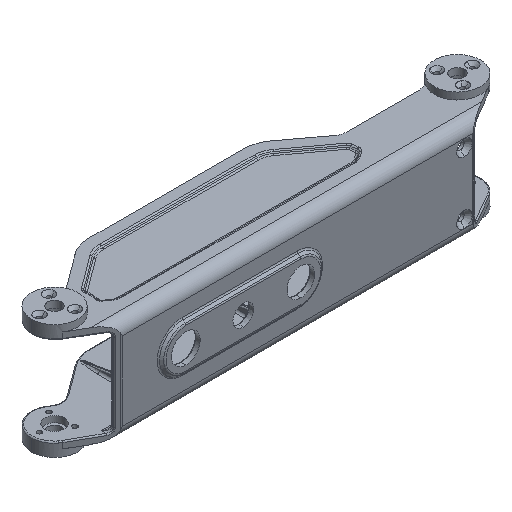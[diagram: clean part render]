
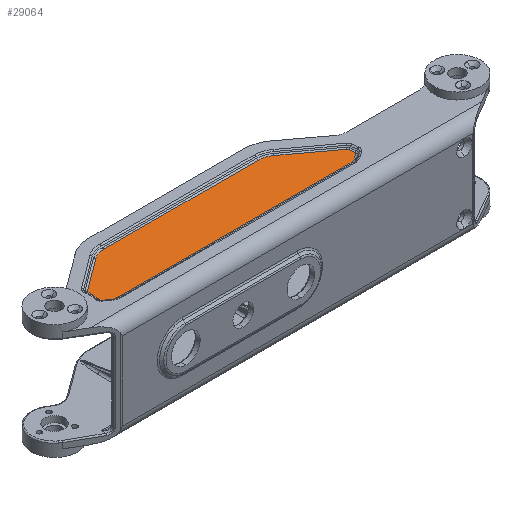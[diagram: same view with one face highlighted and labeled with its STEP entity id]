
A CAD part, isometric view. The second image highlights one B-rep face of the part: STEP entity #29064.
In plain terms, the highlighted planar face has unit normal (0, 0, 1).
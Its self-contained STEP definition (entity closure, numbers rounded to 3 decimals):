
#1438 = VERTEX_POINT('',#1439);
#1439 = CARTESIAN_POINT('',(-71.462,-3.493,21.));
#1458 = VERTEX_POINT('',#1459);
#1459 = CARTESIAN_POINT('',(-71.086,0.,21.));
#1466 = EDGE_CURVE('',#1458,#1438,#1467,.T.);
#1467 = B_SPLINE_CURVE_WITH_KNOTS('',3,(#1468,#1469,#1470,#1471),
  .UNSPECIFIED.,.F.,.F.,(4,4),(0.,1.),.PIECEWISE_BEZIER_KNOTS.);
#1468 = CARTESIAN_POINT('',(-71.086,0.,21.));
#1469 = CARTESIAN_POINT('',(-71.086,-1.178,21.));
#1470 = CARTESIAN_POINT('',(-71.211,-2.342,21.));
#1471 = CARTESIAN_POINT('',(-71.462,-3.493,21.));
#27619 = VERTEX_POINT('',#27620);
#27620 = CARTESIAN_POINT('',(-56.661,12.902,21.));
#27627 = EDGE_CURVE('',#27619,#27628,#27630,.T.);
#27628 = VERTEX_POINT('',#27629);
#27629 = CARTESIAN_POINT('',(-70.95,2.328,
    21.));
#27630 = LINE('',#27631,#27632);
#27631 = CARTESIAN_POINT('',(-63.805,7.615,21.));
#27632 = VECTOR('',#27633,1.);
#27633 = DIRECTION('',(-0.804,-0.595,0.));
#27650 = EDGE_CURVE('',#27651,#27653,#27655,.T.);
#27651 = VERTEX_POINT('',#27652);
#27652 = CARTESIAN_POINT('',(-71.188,1.857,
    21.));
#27653 = VERTEX_POINT('',#27654);
#27654 = CARTESIAN_POINT('',(-71.184,1.793,
    21.));
#27655 = B_SPLINE_CURVE_WITH_KNOTS('',3,(#27656,#27657,#27658,#27659),
  .UNSPECIFIED.,.F.,.F.,(4,4),(0.,1.),.PIECEWISE_BEZIER_KNOTS.);
#27656 = CARTESIAN_POINT('',(-71.188,1.857,
    21.));
#27657 = CARTESIAN_POINT('',(-71.188,1.836,21.));
#27658 = CARTESIAN_POINT('',(-71.186,1.815,21.));
#27659 = CARTESIAN_POINT('',(-71.184,1.793,
    21.));
#27670 = EDGE_CURVE('',#27628,#27651,#27671,.T.);
#27671 = B_SPLINE_CURVE_WITH_KNOTS('',3,(#27672,#27673,#27674,#27675,
    #27676,#27677),.UNSPECIFIED.,.F.,.F.,(4,2,4),(0.,0.5,1.),
  .UNSPECIFIED.);
#27672 = CARTESIAN_POINT('',(-70.95,2.328,
    21.));
#27673 = CARTESIAN_POINT('',(-71.024,2.273,21.));
#27674 = CARTESIAN_POINT('',(-71.083,2.203,21.));
#27675 = CARTESIAN_POINT('',(-71.167,2.039,21.));
#27676 = CARTESIAN_POINT('',(-71.188,1.951,21.));
#27677 = CARTESIAN_POINT('',(-71.188,1.857,
    21.));
#27701 = EDGE_CURVE('',#27653,#1458,#27702,.T.);
#27702 = B_SPLINE_CURVE_WITH_KNOTS('',3,(#27703,#27704,#27705,#27706),
  .UNSPECIFIED.,.F.,.F.,(4,4),(0.,1.),.PIECEWISE_BEZIER_KNOTS.);
#27703 = CARTESIAN_POINT('',(-71.184,1.793,
    21.));
#27704 = CARTESIAN_POINT('',(-71.119,1.197,21.));
#27705 = CARTESIAN_POINT('',(-71.086,0.6,21.));
#27706 = CARTESIAN_POINT('',(-71.086,0.,21.));
#27729 = EDGE_CURVE('',#27730,#27732,#27734,.T.);
#27730 = VERTEX_POINT('',#27731);
#27731 = CARTESIAN_POINT('',(-71.475,-3.618,
    21.));
#27732 = VERTEX_POINT('',#27733);
#27733 = CARTESIAN_POINT('',(-71.238,-4.089,
    21.));
#27734 = B_SPLINE_CURVE_WITH_KNOTS('',3,(#27735,#27736,#27737,#27738,
    #27739,#27740),.UNSPECIFIED.,.F.,.F.,(4,2,4),(0.,0.5,1.),
  .UNSPECIFIED.);
#27735 = CARTESIAN_POINT('',(-71.475,-3.618,
    21.));
#27736 = CARTESIAN_POINT('',(-71.475,-3.71,21.));
#27737 = CARTESIAN_POINT('',(-71.454,-3.799,21.));
#27738 = CARTESIAN_POINT('',(-71.371,-3.964,21.));
#27739 = CARTESIAN_POINT('',(-71.313,-4.033,21.));
#27740 = CARTESIAN_POINT('',(-71.238,-4.089,
    21.));
#27751 = EDGE_CURVE('',#1438,#27730,#27752,.T.);
#27752 = B_SPLINE_CURVE_WITH_KNOTS('',3,(#27753,#27754,#27755,#27756),
  .UNSPECIFIED.,.F.,.F.,(4,4),(0.,1.),.PIECEWISE_BEZIER_KNOTS.);
#27753 = CARTESIAN_POINT('',(-71.462,-3.493,21.));
#27754 = CARTESIAN_POINT('',(-71.471,-3.534,21.));
#27755 = CARTESIAN_POINT('',(-71.475,-3.576,21.));
#27756 = CARTESIAN_POINT('',(-71.475,-3.618,
    21.));
#27778 = EDGE_CURVE('',#27732,#27779,#27781,.T.);
#27779 = VERTEX_POINT('',#27780);
#27780 = CARTESIAN_POINT('',(-68.814,-5.882,21.));
#27781 = LINE('',#27782,#27783);
#27782 = CARTESIAN_POINT('',(-70.026,-4.986,21.));
#27783 = VECTOR('',#27784,1.);
#27784 = DIRECTION('',(0.804,-0.595,0.));
#27803 = EDGE_CURVE('',#27779,#27804,#27806,.T.);
#27804 = VERTEX_POINT('',#27805);
#27805 = CARTESIAN_POINT('',(-66.681,-6.586,21.));
#27806 = B_SPLINE_CURVE_WITH_KNOTS('',3,(#27807,#27808,#27809,#27810,
    #27811,#27812),.UNSPECIFIED.,.F.,.F.,(4,2,4),(0.,0.5,1.),
  .UNSPECIFIED.);
#27807 = CARTESIAN_POINT('',(-68.814,-5.882,21.));
#27808 = CARTESIAN_POINT('',(-68.505,-6.111,21.));
#27809 = CARTESIAN_POINT('',(-68.168,-6.285,21.));
#27810 = CARTESIAN_POINT('',(-67.439,-6.526,21.));
#27811 = CARTESIAN_POINT('',(-67.065,-6.586,21.));
#27812 = CARTESIAN_POINT('',(-66.681,-6.586,21.));
#27843 = EDGE_CURVE('',#27804,#27844,#27846,.T.);
#27844 = VERTEX_POINT('',#27845);
#27845 = CARTESIAN_POINT('',(34.681,-6.586,21.));
#27846 = LINE('',#27847,#27848);
#27847 = CARTESIAN_POINT('',(-16.,-6.586,21.));
#27848 = VECTOR('',#27849,1.);
#27849 = DIRECTION('',(1.,0.,0.));
#27868 = EDGE_CURVE('',#27844,#27869,#27871,.T.);
#27869 = VERTEX_POINT('',#27870);
#27870 = CARTESIAN_POINT('',(36.814,-5.882,21.));
#27871 = B_SPLINE_CURVE_WITH_KNOTS('',3,(#27872,#27873,#27874,#27875,
    #27876,#27877),.UNSPECIFIED.,.F.,.F.,(4,2,4),(0.,0.5,1.),
  .UNSPECIFIED.);
#27872 = CARTESIAN_POINT('',(34.681,-6.586,21.));
#27873 = CARTESIAN_POINT('',(35.065,-6.586,21.));
#27874 = CARTESIAN_POINT('',(35.439,-6.526,21.));
#27875 = CARTESIAN_POINT('',(36.168,-6.285,21.));
#27876 = CARTESIAN_POINT('',(36.505,-6.111,21.));
#27877 = CARTESIAN_POINT('',(36.814,-5.882,21.));
#27908 = EDGE_CURVE('',#27869,#27909,#27911,.T.);
#27909 = VERTEX_POINT('',#27910);
#27910 = CARTESIAN_POINT('',(39.238,-4.089,
    21.));
#27911 = LINE('',#27912,#27913);
#27912 = CARTESIAN_POINT('',(38.026,-4.986,21.));
#27913 = VECTOR('',#27914,1.);
#27914 = DIRECTION('',(0.804,0.595,0.));
#27933 = EDGE_CURVE('',#27909,#27934,#27936,.T.);
#27934 = VERTEX_POINT('',#27935);
#27935 = CARTESIAN_POINT('',(39.462,-3.493,
    21.));
#27936 = B_SPLINE_CURVE_WITH_KNOTS('',3,(#27937,#27938,#27939,#27940,
    #27941,#27942),.UNSPECIFIED.,.F.,.F.,(4,2,4),(0.,0.5,1.),
  .UNSPECIFIED.);
#27937 = CARTESIAN_POINT('',(39.238,-4.089,
    21.));
#27938 = CARTESIAN_POINT('',(39.33,-4.021,21.));
#27939 = CARTESIAN_POINT('',(39.397,-3.931,21.));
#27940 = CARTESIAN_POINT('',(39.478,-3.717,21.));
#27941 = CARTESIAN_POINT('',(39.486,-3.607,21.));
#27942 = CARTESIAN_POINT('',(39.462,-3.493,
    21.));
#27976 = EDGE_CURVE('',#27934,#27977,#27979,.T.);
#27977 = VERTEX_POINT('',#27978);
#27978 = CARTESIAN_POINT('',(39.117,-1.015,21.));
#27979 = B_SPLINE_CURVE_WITH_KNOTS('',3,(#27980,#27981,#27982,#27983),
  .UNSPECIFIED.,.F.,.F.,(4,4),(0.,1.),.PIECEWISE_BEZIER_KNOTS.);
#27980 = CARTESIAN_POINT('',(39.462,-3.493,
    21.));
#27981 = CARTESIAN_POINT('',(39.284,-2.676,21.));
#27982 = CARTESIAN_POINT('',(39.169,-1.85,21.));
#27983 = CARTESIAN_POINT('',(39.117,-1.015,21.));
#28014 = EDGE_CURVE('',#27977,#28015,#28017,.T.);
#28015 = VERTEX_POINT('',#28016);
#28016 = CARTESIAN_POINT('',(38.881,-0.581,21.));
#28017 = B_SPLINE_CURVE_WITH_KNOTS('',3,(#28018,#28019,#28020,#28021,
    #28022,#28023),.UNSPECIFIED.,.F.,.F.,(4,2,4),(0.,0.5,1.),
  .UNSPECIFIED.);
#28018 = CARTESIAN_POINT('',(39.117,-1.015,21.));
#28019 = CARTESIAN_POINT('',(39.112,-0.929,21.));
#28020 = CARTESIAN_POINT('',(39.088,-0.847,21.));
#28021 = CARTESIAN_POINT('',(39.006,-0.696,21.));
#28022 = CARTESIAN_POINT('',(38.951,-0.632,21.));
#28023 = CARTESIAN_POINT('',(38.881,-0.581,21.));
#28054 = EDGE_CURVE('',#28015,#28055,#28057,.T.);
#28055 = VERTEX_POINT('',#28056);
#28056 = CARTESIAN_POINT('',(20.661,12.902,21.));
#28057 = LINE('',#28058,#28059);
#28058 = CARTESIAN_POINT('',(29.771,6.161,21.));
#28059 = VECTOR('',#28060,1.);
#28060 = DIRECTION('',(-0.804,0.595,0.));
#28079 = EDGE_CURVE('',#28055,#28080,#28082,.T.);
#28080 = VERTEX_POINT('',#28081);
#28081 = CARTESIAN_POINT('',(15.554,14.586,21.));
#28082 = B_SPLINE_CURVE_WITH_KNOTS('',3,(#28083,#28084,#28085,#28086,
    #28087,#28088),.UNSPECIFIED.,.F.,.F.,(4,2,4),(0.,0.5,1.),
  .UNSPECIFIED.);
#28083 = CARTESIAN_POINT('',(20.661,12.902,21.));
#28084 = CARTESIAN_POINT('',(19.922,13.448,21.));
#28085 = CARTESIAN_POINT('',(19.115,13.866,21.));
#28086 = CARTESIAN_POINT('',(17.37,14.442,21.));
#28087 = CARTESIAN_POINT('',(16.473,14.586,21.));
#28088 = CARTESIAN_POINT('',(15.554,14.586,21.));
#28119 = EDGE_CURVE('',#28080,#28120,#28122,.T.);
#28120 = VERTEX_POINT('',#28121);
#28121 = CARTESIAN_POINT('',(-51.554,14.586,21.));
#28122 = LINE('',#28123,#28124);
#28123 = CARTESIAN_POINT('',(-18.,14.586,21.));
#28124 = VECTOR('',#28125,1.);
#28125 = DIRECTION('',(-1.,0.,0.));
#28144 = EDGE_CURVE('',#28120,#27619,#28145,.T.);
#28145 = B_SPLINE_CURVE_WITH_KNOTS('',3,(#28146,#28147,#28148,#28149,
    #28150,#28151),.UNSPECIFIED.,.F.,.F.,(4,2,4),(0.,0.5,1.),
  .UNSPECIFIED.);
#28146 = CARTESIAN_POINT('',(-51.554,14.586,21.));
#28147 = CARTESIAN_POINT('',(-52.473,14.586,21.));
#28148 = CARTESIAN_POINT('',(-53.37,14.442,21.));
#28149 = CARTESIAN_POINT('',(-55.115,13.866,21.));
#28150 = CARTESIAN_POINT('',(-55.922,13.449,21.));
#28151 = CARTESIAN_POINT('',(-56.661,12.902,21.));
#29064 = ADVANCED_FACE('',(#29065),#29086,.T.);
#29065 = FACE_BOUND('',#29066,.T.);
#29066 = EDGE_LOOP('',(#29067,#29068,#29069,#29070,#29071,#29072,#29073,
    #29074,#29075,#29076,#29077,#29078,#29079,#29080,#29081,#29082,
    #29083,#29084,#29085));
#29067 = ORIENTED_EDGE('',*,*,#28144,.T.);
#29068 = ORIENTED_EDGE('',*,*,#27627,.T.);
#29069 = ORIENTED_EDGE('',*,*,#27670,.T.);
#29070 = ORIENTED_EDGE('',*,*,#27650,.T.);
#29071 = ORIENTED_EDGE('',*,*,#27701,.T.);
#29072 = ORIENTED_EDGE('',*,*,#1466,.T.);
#29073 = ORIENTED_EDGE('',*,*,#27751,.T.);
#29074 = ORIENTED_EDGE('',*,*,#27729,.T.);
#29075 = ORIENTED_EDGE('',*,*,#27778,.T.);
#29076 = ORIENTED_EDGE('',*,*,#27803,.T.);
#29077 = ORIENTED_EDGE('',*,*,#27843,.T.);
#29078 = ORIENTED_EDGE('',*,*,#27868,.T.);
#29079 = ORIENTED_EDGE('',*,*,#27908,.T.);
#29080 = ORIENTED_EDGE('',*,*,#27933,.T.);
#29081 = ORIENTED_EDGE('',*,*,#27976,.T.);
#29082 = ORIENTED_EDGE('',*,*,#28014,.T.);
#29083 = ORIENTED_EDGE('',*,*,#28054,.T.);
#29084 = ORIENTED_EDGE('',*,*,#28079,.T.);
#29085 = ORIENTED_EDGE('',*,*,#28119,.T.);
#29086 = PLANE('',#29087);
#29087 = AXIS2_PLACEMENT_3D('',#29088,#29089,#29090);
#29088 = CARTESIAN_POINT('',(0.,0.,21.));
#29089 = DIRECTION('',(0.,0.,1.));
#29090 = DIRECTION('',(1.,0.,-0.));
